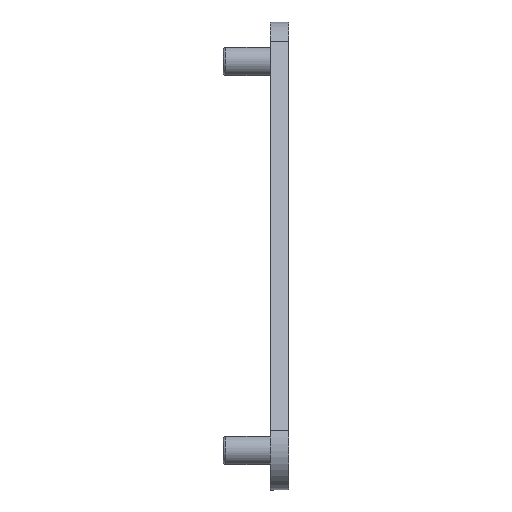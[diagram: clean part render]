
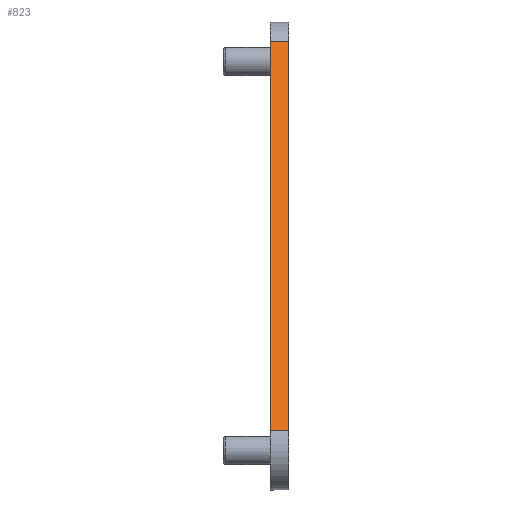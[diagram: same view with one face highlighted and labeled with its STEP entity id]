
A CAD part, left-side view. The second image highlights one B-rep face of the part: STEP entity #823.
In plain terms, the highlighted face is planar.
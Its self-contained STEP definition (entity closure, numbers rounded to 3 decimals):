
#73=LINE('',#1343,#134);
#115=LINE('',#1445,#176);
#118=LINE('',#1455,#179);
#122=LINE('',#1463,#183);
#134=VECTOR('',#1109,10.);
#176=VECTOR('',#1203,10.);
#179=VECTOR('',#1214,10.);
#183=VECTOR('',#1224,10.);
#228=PLANE('',#969);
#276=FACE_OUTER_BOUND('',#342,.T.);
#342=EDGE_LOOP('',(#769,#770,#771,#772));
#418=VERTEX_POINT('',#1340);
#419=VERTEX_POINT('',#1342);
#453=VERTEX_POINT('',#1444);
#456=VERTEX_POINT('',#1454);
#501=EDGE_CURVE('',#419,#418,#73,.T.);
#552=EDGE_CURVE('',#419,#453,#115,.T.);
#557=EDGE_CURVE('',#453,#456,#118,.T.);
#562=EDGE_CURVE('',#418,#456,#122,.T.);
#769=ORIENTED_EDGE('',*,*,#501,.T.);
#770=ORIENTED_EDGE('',*,*,#562,.T.);
#771=ORIENTED_EDGE('',*,*,#557,.F.);
#772=ORIENTED_EDGE('',*,*,#552,.F.);
#823=ADVANCED_FACE('',(#276),#228,.T.);
#969=AXIS2_PLACEMENT_3D('',#1465,#1227,#1228);
#1109=DIRECTION('',(0.5,0.,-0.866));
#1203=DIRECTION('',(0.,-1.,0.));
#1214=DIRECTION('',(0.5,0.,-0.866));
#1224=DIRECTION('',(0.,-1.,0.));
#1227=DIRECTION('center_axis',(-0.866,0.,
-0.5));
#1228=DIRECTION('ref_axis',(0.5,0.,-0.866));
#1340=CARTESIAN_POINT('',(209.297,33.704,-469.434));
#1342=CARTESIAN_POINT('',(-29.528,33.704,-55.776));
#1343=CARTESIAN_POINT('',(-65.902,33.704,7.224));
#1444=CARTESIAN_POINT('',(-29.528,13.704,-55.776));
#1445=CARTESIAN_POINT('',(-29.528,33.704,-55.776));
#1454=CARTESIAN_POINT('',(209.297,13.704,-469.434));
#1455=CARTESIAN_POINT('',(-65.902,13.704,7.224));
#1463=CARTESIAN_POINT('',(209.297,33.704,-469.434));
#1465=CARTESIAN_POINT('Origin',(-29.528,33.704,-55.776));
